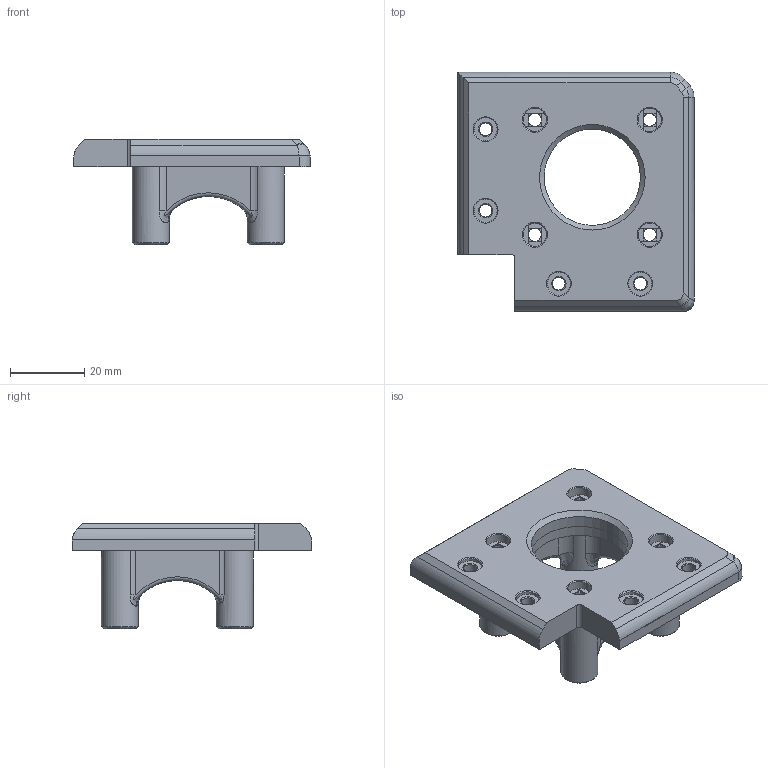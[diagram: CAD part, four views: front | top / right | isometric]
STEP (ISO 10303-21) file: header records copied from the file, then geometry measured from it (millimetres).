
FILE_DESCRIPTION(/* description */ (''),/* implementation_level */ '2;1');
FILE_NAME(/* name */ 'Z_Stepper_Left_x1.step',/* time_stamp */ '2025-12-31T11:09:16-05:00',/* author */ (''),/* organization */ (''),/* preprocessor_version */ 'ST-DEVELOPER v20.1',/* originating_system */ 'Autodesk Translation Framework v14.21.0.0',/* authorisation */ '');
FILE_SCHEMA (('AUTOMOTIVE_DESIGN { 1 0 10303 214 3 1 1 }'));
Length unit declared in the file: millimetre
Products named in the file (1): Z_Stepper_Left
Bounding box: 63.8 x 64.74 x 28.45 mm (x, y, z)
Volume: 30059.9 mm3; surface area: 14224.5 mm2
Topology: 1 solids, 1 shells, 207 faces, 526 edges, 326 vertices
Faces by surface type: plane 89, cylinder 59, bspline 26, cone 23, torus 8, sphere 2
Full cylindrical faces by diameter (mm): 3.4 x4, 3.5 x8, 6.2 x4, 6.3 x4, 10 x4, 26 x2
Entity records: 13372 total; most frequent: CARTESIAN_POINT 8376, ORIENTED_EDGE 1052, DIRECTION 1018, EDGE_CURVE 526, AXIS2_PLACEMENT_3D 384, VERTEX_POINT 326, LINE 250, VECTOR 250
